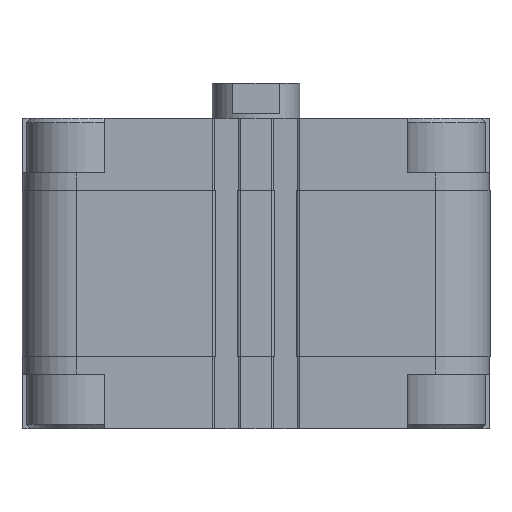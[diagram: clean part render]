
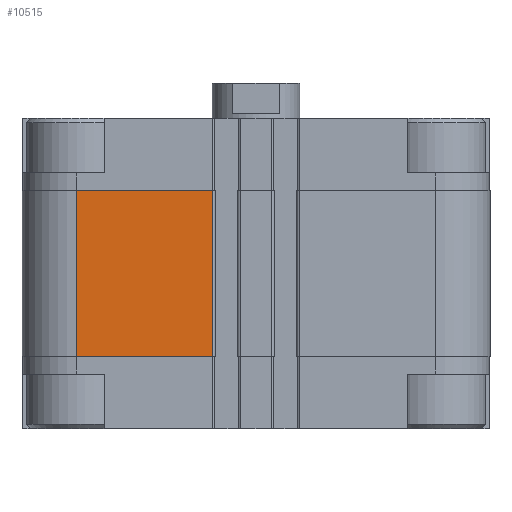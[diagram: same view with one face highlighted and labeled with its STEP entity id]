
A CAD part, front view. The second image highlights one B-rep face of the part: STEP entity #10515.
In plain terms, the highlighted face is planar.
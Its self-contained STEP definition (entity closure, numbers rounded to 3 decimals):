
#2007=ORIENTED_EDGE('',*,*,#4669,.F.);
#2008=ORIENTED_EDGE('',*,*,#4754,.F.);
#2009=ORIENTED_EDGE('',*,*,#4364,.T.);
#2010=ORIENTED_EDGE('',*,*,#4755,.T.);
#4364=EDGE_CURVE('',#5889,#5888,#6801,.T.);
#4669=EDGE_CURVE('',#6081,#6082,#7017,.T.);
#4754=EDGE_CURVE('',#5889,#6081,#7071,.T.);
#4755=EDGE_CURVE('',#5888,#6082,#7072,.T.);
#5888=VERTEX_POINT('',#16110);
#5889=VERTEX_POINT('',#16112);
#6081=VERTEX_POINT('',#16713);
#6082=VERTEX_POINT('',#16715);
#6801=LINE('',#16111,#7771);
#7017=LINE('',#16714,#7987);
#7071=LINE('',#16885,#8041);
#7072=LINE('',#16887,#8042);
#7771=VECTOR('',#12487,1000.);
#7987=VECTOR('',#13091,1000.);
#8041=VECTOR('',#13269,1000.);
#8042=VECTOR('',#13272,1000.);
#8663=EDGE_LOOP('',(#2007,#2008,#2009,#2010));
#9393=FACE_BOUND('',#8663,.T.);
#10041=PLANE('',#11365);
#10515=ADVANCED_FACE('',(#9393),#10041,.T.);
#11365=AXIS2_PLACEMENT_3D('',#16886,#13270,#13271);
#12487=DIRECTION('',(-1.,0.,0.));
#13091=DIRECTION('',(-1.,0.,0.));
#13269=DIRECTION('',(0.,0.,1.));
#13270=DIRECTION('',(0.,1.,0.));
#13271=DIRECTION('',(0.,0.,1.));
#13272=DIRECTION('',(0.,0.,1.));
#16110=CARTESIAN_POINT('',(9.95,53.5,-54.5));
#16111=CARTESIAN_POINT('',(41.,53.5,-54.5));
#16112=CARTESIAN_POINT('',(41.,53.5,-54.5));
#16713=CARTESIAN_POINT('',(41.,53.5,-16.5));
#16714=CARTESIAN_POINT('',(41.,53.5,-16.5));
#16715=CARTESIAN_POINT('',(9.95,53.5,-16.5));
#16885=CARTESIAN_POINT('',(41.,53.5,-54.5));
#16886=CARTESIAN_POINT('',(41.,53.5,-54.5));
#16887=CARTESIAN_POINT('',(9.95,53.5,-54.5));
